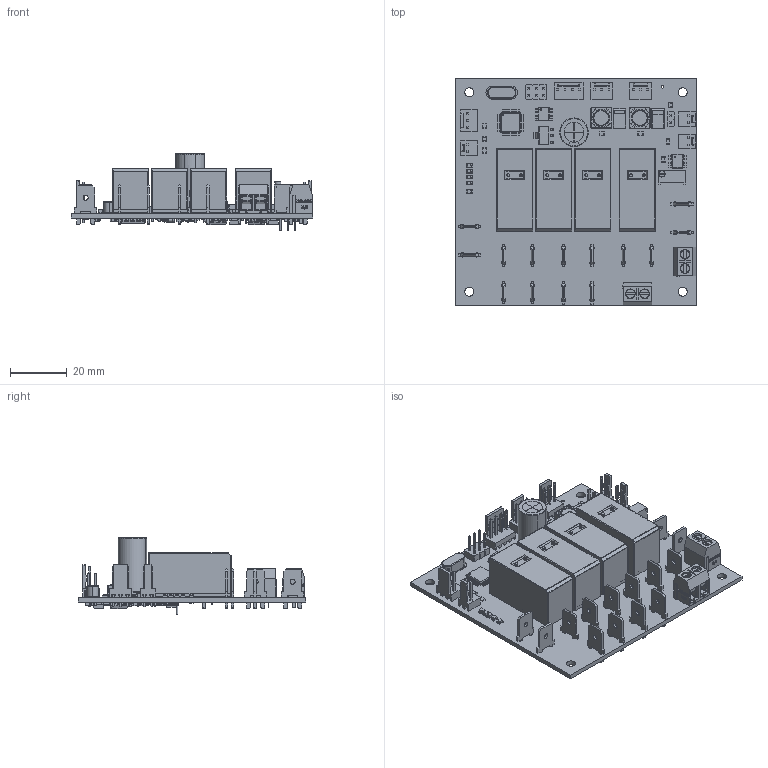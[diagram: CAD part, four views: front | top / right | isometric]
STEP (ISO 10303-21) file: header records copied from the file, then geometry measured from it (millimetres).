
FILE_DESCRIPTION(('KiCad electronic assembly'),'2;1');
FILE_NAME('RS485_Relay_V2R1.step','2024-01-15T14:27:29',('Pcbnew'),( 'Kicad'),'Open CASCADE STEP processor 7.7','KiCad to STEP converter' ,'Unknown');
FILE_SCHEMA(('AUTOMOTIVE_DESIGN { 1 0 10303 214 1 1 1 1 }'));
Length unit declared in the file: millimetre
Products named in the file (56): RS485_Relay_V2R1 1; SOIC-8_3.9x4.9mm_P1.27mm; SOLID; G2RL-2A; COMPOUND; tab_6.3mm; C_0805_2012Metric; LED_0805_2012Metric; DS1070-3_WF-3_CONNFLY; R_0805_2012Metric; dg-301-5_0-2P; PinHeader_2x03_P2.54mm_Vertical; SOT-223; Potentiometer_Bourns_3296W_Vertical; CDRN74; CP_EIA-7343-31_Kemet-D; DS1070-2_WF-2_CONNFLY; SO-8_3.9x4.9mm_P1.27mm; CP_Radial_D10.0mm_H21.00mm_P5.00mm; LQFP-32_7x7mm_P0.8mm; Crystal_HC49-4H_Vertical; PinHeader_1x02_P2.54mm_Vertical; DS1070-4_WF-4_CONNFLY; D_SMB; fuse_smd1812; D_MiniMELF; TO-252-2; R_Array_Convex_4x0603; SOT-23; SOIC-14_3.9x8.7mm_P1.27mm; RS485_Relay_V2R1 PCB
Assembly tree (129 placements, depth 3):
  RS485_Relay_V2R1 1
    SOIC-8_3.9x4.9mm_P1.27mm
      SOLID
    G2RL-2A  x4
      COMPOUND
    tab_6.3mm  x14
      SOLID
    C_0805_2012Metric  x14
      SOLID
    LED_0805_2012Metric  x7
      SOLID
    DS1070-3_WF-3_CONNFLY  x3
      SOLID
    R_0805_2012Metric  x19
      SOLID
    dg-301-5_0-2P  x2
      COMPOUND
    PinHeader_2x03_P2.54mm_Vertical
      SOLID
    SOT-223
      SOLID
    Potentiometer_Bourns_3296W_Vertical
      SOLID
    CDRN74  x2
      COMPOUND
    CP_EIA-7343-31_Kemet-D  x2
      SOLID
    DS1070-2_WF-2_CONNFLY  x3
      SOLID
    SO-8_3.9x4.9mm_P1.27mm
      COMPOUND
    CP_Radial_D10.0mm_H21.00mm_P5.00mm
      SOLID
    LQFP-32_7x7mm_P0.8mm
      SOLID
    Crystal_HC49-4H_Vertical
      SOLID
    PinHeader_1x02_P2.54mm_Vertical
      SOLID
    DS1070-4_WF-4_CONNFLY
      SOLID
    D_SMB  x4
      SOLID
    fuse_smd1812
      SOLID
    D_MiniMELF  x4
      SOLID
    TO-252-2  x2
      COMPOUND
    R_Array_Convex_4x0603
      SOLID
    SOT-23  x8
      SOLID
    SOIC-14_3.9x8.7mm_P1.27mm
      SOLID
    RS485_Relay_V2R1 PCB
Bounding box: 85 x 80 x 27.02 mm (x, y, z)
Volume: 20430.9 mm3; surface area: 43390.9 mm2
Topology: 163 solids, 168 shells, 7225 faces, 18585 edges, 11882 vertices
Faces by surface type: plane 4527, cylinder 1575, bspline 1006, torus 65, sphere 40, revolution 8, cone 4
Full cylindrical faces by diameter (mm): 0.2 x4, 0.4 x6, 0.5 x3, 0.51 x3, 0.6 x2, 0.7 x2, 0.8 x5, 0.9 x19, 1 x21, 1.3 x24, 1.35 x8, 1.4 x12, 1.478 x12, 1.5 x32, 1.933 x28, 2.19 x1, 3.2 x4, 3.3 x4, 3.42 x4, 5.25 x2, 7 x1
Entity records: 266097 total; most frequent: CARTESIAN_POINT 70888, DIRECTION 31422, LINE 21376, VECTOR 21376, ORIENTED_EDGE 18132, PCURVE 18132, DEFINITIONAL_REPRESENTATION 18132, EDGE_CURVE 9066
